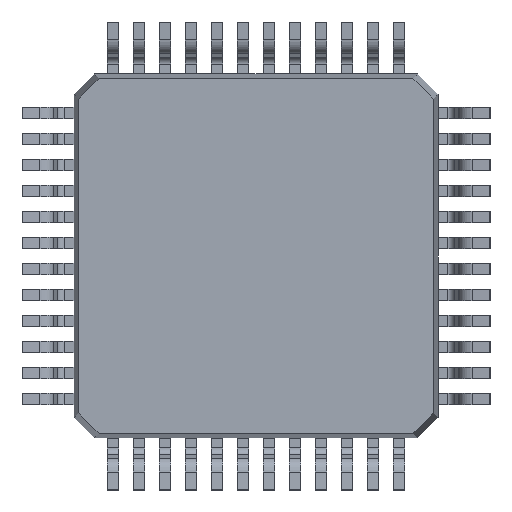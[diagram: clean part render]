
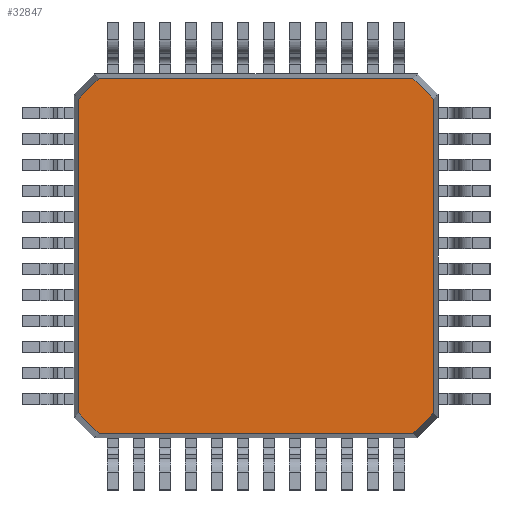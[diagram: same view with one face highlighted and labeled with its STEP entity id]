
A CAD part, front view. The second image highlights one B-rep face of the part: STEP entity #32847.
In plain terms, the highlighted planar face has unit normal (0, -1, 0).
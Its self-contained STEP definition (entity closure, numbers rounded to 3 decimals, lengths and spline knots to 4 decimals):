
#4857=FACE_OUTER_BOUND('',#6765,.T.);
#6765=EDGE_LOOP('',(#30117,#30118,#30119,#30120,#30121,#30122,#30123,#30124));
#9676=LINE('',#60664,#12594);
#9679=LINE('',#60670,#12597);
#9682=LINE('',#60676,#12600);
#9684=LINE('',#60681,#12602);
#9687=LINE('',#60685,#12605);
#9688=LINE('',#60686,#12606);
#9689=LINE('',#60687,#12607);
#9690=LINE('',#60688,#12608);
#12594=VECTOR('',#40120,1000.);
#12597=VECTOR('',#40125,1000.);
#12600=VECTOR('',#40130,1000.);
#12602=VECTOR('',#40134,1000.);
#12605=VECTOR('',#40139,1000.);
#12606=VECTOR('',#40140,1000.);
#12607=VECTOR('',#40141,1000.);
#12608=VECTOR('',#40142,1000.);
#15804=VERTEX_POINT('',#60661);
#15805=VERTEX_POINT('',#60663);
#15806=VERTEX_POINT('',#60667);
#15807=VERTEX_POINT('',#60669);
#15808=VERTEX_POINT('',#60673);
#15809=VERTEX_POINT('',#60675);
#15810=VERTEX_POINT('',#60679);
#15811=VERTEX_POINT('',#60680);
#20582=EDGE_CURVE('',#15805,#15804,#9676,.T.);
#20585=EDGE_CURVE('',#15807,#15806,#9679,.T.);
#20588=EDGE_CURVE('',#15809,#15808,#9682,.T.);
#20590=EDGE_CURVE('',#15810,#15811,#9684,.T.);
#20593=EDGE_CURVE('',#15808,#15810,#9687,.T.);
#20594=EDGE_CURVE('',#15811,#15805,#9688,.T.);
#20595=EDGE_CURVE('',#15804,#15807,#9689,.T.);
#20596=EDGE_CURVE('',#15806,#15809,#9690,.T.);
#30117=ORIENTED_EDGE('',*,*,#20588,.T.);
#30118=ORIENTED_EDGE('',*,*,#20593,.T.);
#30119=ORIENTED_EDGE('',*,*,#20590,.T.);
#30120=ORIENTED_EDGE('',*,*,#20594,.T.);
#30121=ORIENTED_EDGE('',*,*,#20582,.T.);
#30122=ORIENTED_EDGE('',*,*,#20595,.T.);
#30123=ORIENTED_EDGE('',*,*,#20585,.T.);
#30124=ORIENTED_EDGE('',*,*,#20596,.T.);
#31045=PLANE('',#34355);
#32847=ADVANCED_FACE('',(#4857),#31045,.T.);
#34355=AXIS2_PLACEMENT_3D('',#60684,#40137,#40138);
#40120=DIRECTION('',(-1.,0.,0.));
#40125=DIRECTION('',(0.,0.,-1.));
#40130=DIRECTION('',(1.,0.,0.));
#40134=DIRECTION('',(0.,0.,1.));
#40137=DIRECTION('center_axis',(0.,-1.,0.));
#40138=DIRECTION('ref_axis',(0.,0.,-1.));
#40139=DIRECTION('',(0.707,0.,0.707));
#40140=DIRECTION('',(-0.707,0.,0.707));
#40141=DIRECTION('',(-0.707,0.,-0.707));
#40142=DIRECTION('',(0.707,0.,-0.707));
#60661=CARTESIAN_POINT('',(-3.0169,0.15,3.4199));
#60663=CARTESIAN_POINT('',(3.0169,0.15,3.4199));
#60664=CARTESIAN_POINT('',(3.5,0.15,3.4199));
#60667=CARTESIAN_POINT('',(-3.4199,0.15,-3.0169));
#60669=CARTESIAN_POINT('',(-3.4199,0.15,3.0169));
#60670=CARTESIAN_POINT('',(-3.4199,0.15,3.5));
#60673=CARTESIAN_POINT('',(3.0169,0.15,-3.4199));
#60675=CARTESIAN_POINT('',(-3.0169,0.15,-3.4199));
#60676=CARTESIAN_POINT('',(-3.5,0.15,-3.4199));
#60679=CARTESIAN_POINT('',(3.4199,0.15,-3.0169));
#60680=CARTESIAN_POINT('',(3.4199,0.15,3.0169));
#60681=CARTESIAN_POINT('',(3.4199,0.15,-3.5));
#60684=CARTESIAN_POINT('Origin',(0.,0.15,0.));
#60685=CARTESIAN_POINT('',(3.2184,0.15,-3.2184));
#60686=CARTESIAN_POINT('',(3.2184,0.15,3.2184));
#60687=CARTESIAN_POINT('',(-3.2184,0.15,3.2184));
#60688=CARTESIAN_POINT('',(-3.2184,0.15,-3.2184));
